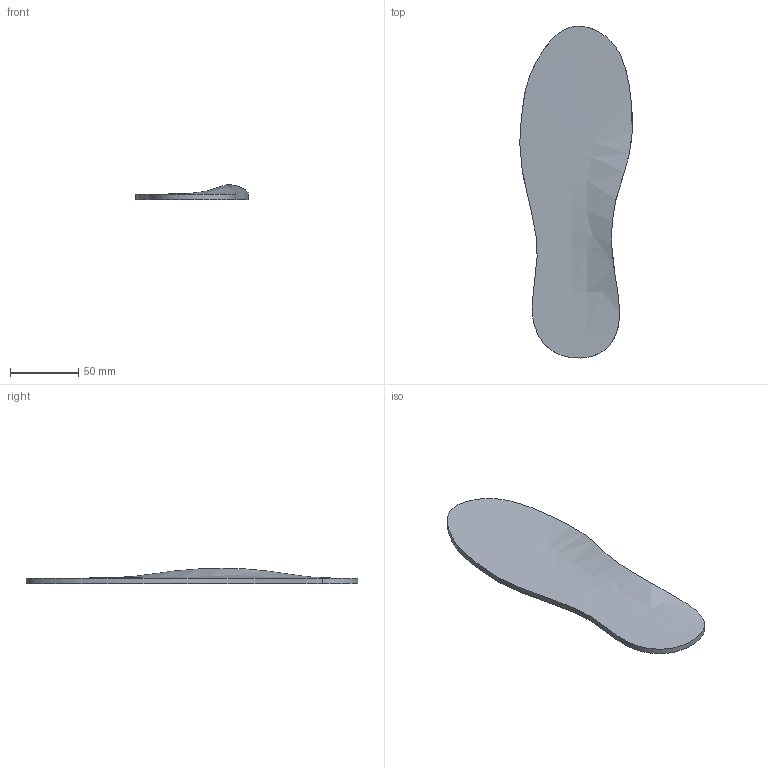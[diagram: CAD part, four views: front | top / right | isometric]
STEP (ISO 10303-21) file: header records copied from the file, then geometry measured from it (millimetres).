
FILE_DESCRIPTION(('CATIA V5 STEP Exchange'),'2;1');
FILE_NAME('Insole_39.stp','2018-12-14T13:46:15+00:00',('none'),('none'),'CATIA Version 5-6 Release 2016 SP6','CATIA V5 STEP AP203','none');
FILE_SCHEMA(('CONFIG_CONTROL_DESIGN'));
Length unit declared in the file: millimetre
Products named in the file (1): Insole_39
Bounding box: 82.41 x 243.3 x 11.26 mm (x, y, z)
Volume: 70228.7 mm3; surface area: 33868.2 mm2
Topology: 1 solids, 1 shells, 4 faces, 6 edges, 4 vertices
Faces by surface type: extrusion 2, bspline 1, plane 1
Entity records: 594 total; most frequent: CARTESIAN_POINT 489, ORIENTED_EDGE 12, DIRECTION 6, B_SPLINE_CURVE_WITH_KNOTS 6, EDGE_CURVE 6, VECTOR 4, ADVANCED_FACE 4, CC_DESIGN_PERSON_AND_ORGANIZATION_ASSIGNMENT 4
